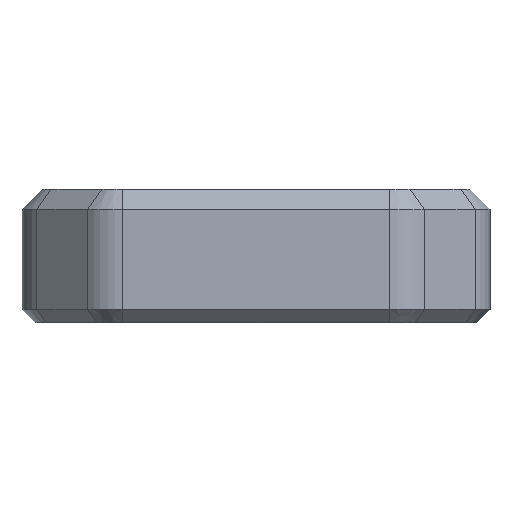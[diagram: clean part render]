
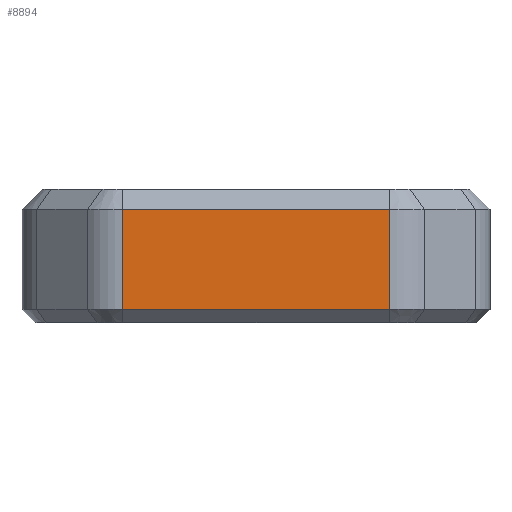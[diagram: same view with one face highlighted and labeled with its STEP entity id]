
A CAD part, left-side view. The second image highlights one B-rep face of the part: STEP entity #8894.
In plain terms, the highlighted planar face has unit normal (-1, 0, 0).
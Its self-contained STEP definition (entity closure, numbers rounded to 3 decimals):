
#709=FACE_OUTER_BOUND('',#1257,.T.);
#1257=EDGE_LOOP('',(#6441,#6442,#6443,#6444));
#1736=LINE('',#11756,#2691);
#2016=LINE('',#13180,#2971);
#2046=LINE('',#13262,#3001);
#2047=LINE('',#13264,#3002);
#2691=VECTOR('',#9859,10.);
#2971=VECTOR('',#10245,10.);
#3001=VECTOR('',#10341,10.);
#3002=VECTOR('',#10344,10.);
#3645=VERTEX_POINT('',#11748);
#3647=VERTEX_POINT('',#11754);
#4065=VERTEX_POINT('',#13173);
#4068=VERTEX_POINT('',#13178);
#4520=EDGE_CURVE('',#3647,#3645,#1736,.T.);
#4964=EDGE_CURVE('',#4068,#4065,#2016,.T.);
#5006=EDGE_CURVE('',#4065,#3647,#2046,.T.);
#5007=EDGE_CURVE('',#3645,#4068,#2047,.T.);
#6441=ORIENTED_EDGE('',*,*,#4520,.F.);
#6442=ORIENTED_EDGE('',*,*,#5006,.F.);
#6443=ORIENTED_EDGE('',*,*,#4964,.F.);
#6444=ORIENTED_EDGE('',*,*,#5007,.F.);
#8571=PLANE('',#9463);
#8894=ADVANCED_FACE('',(#709),#8571,.T.);
#9463=AXIS2_PLACEMENT_3D('',#13263,#10342,#10343);
#9859=DIRECTION('',(0.,1.,0.));
#10245=DIRECTION('',(0.,-1.,0.));
#10341=DIRECTION('',(0.,0.,-1.));
#10342=DIRECTION('center_axis',(-1.,0.,0.));
#10343=DIRECTION('ref_axis',(0.,-1.,0.));
#10344=DIRECTION('',(0.,0.,1.));
#11748=CARTESIAN_POINT('',(-27.5,24.893,2.));
#11754=CARTESIAN_POINT('',(-27.5,-14.893,2.));
#11756=CARTESIAN_POINT('',(-27.5,22.5,2.));
#13173=CARTESIAN_POINT('',(-27.5,-14.893,17.));
#13178=CARTESIAN_POINT('',(-27.5,24.893,17.));
#13180=CARTESIAN_POINT('',(-27.5,22.5,17.));
#13262=CARTESIAN_POINT('',(-27.5,-14.893,0.));
#13263=CARTESIAN_POINT('Origin',(-27.5,40.,0.));
#13264=CARTESIAN_POINT('',(-27.5,24.893,0.));
